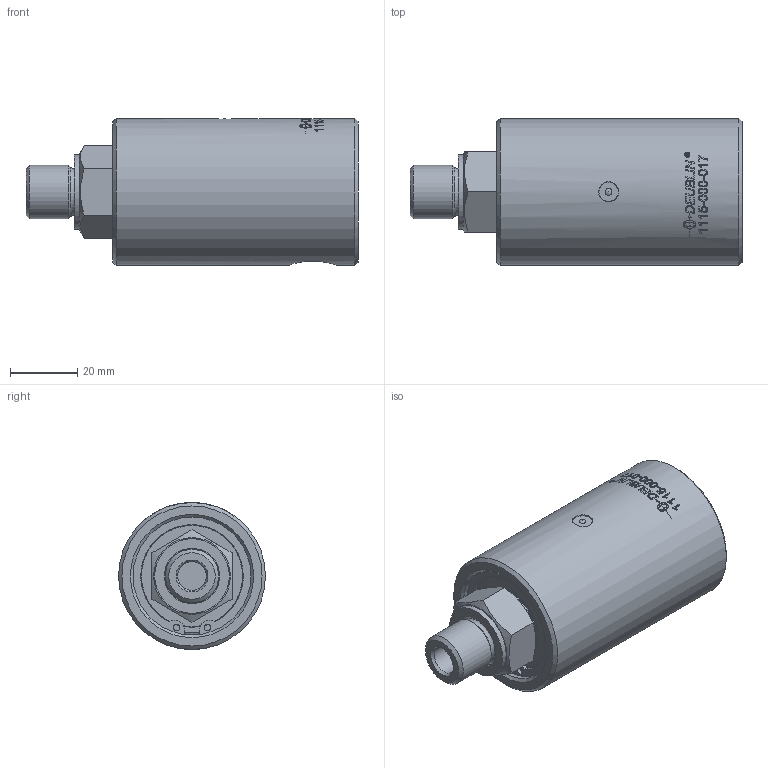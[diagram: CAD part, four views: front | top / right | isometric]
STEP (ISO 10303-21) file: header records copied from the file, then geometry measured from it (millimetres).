
FILE_DESCRIPTION(/* description */ (''),/* implementation_level */ '2;1');
FILE_NAME(/* name */ '1115-000-017-IC.stp',/* time_stamp */ '2020-05-14T09:55:55-05:00',/* author */ ('moorera'),/* organization */ (''),/* preprocessor_version */ 'ST-DEVELOPER v18.1',/* originating_system */ 'Autodesk Inventor 2020',/* authorisation */ '');
FILE_SCHEMA (('AUTOMOTIVE_DESIGN { 1 0 10303 214 3 1 1 }'));
Length unit declared in the file: millimetre
Products named in the file (1): 1115-000-017-IC
Bounding box: 98.79 x 43.7 x 43.7 mm (x, y, z)
Volume: 111420.5 mm3; surface area: 18504.8 mm2
Topology: 1 solids, 3 shells, 418 faces, 1120 edges, 751 vertices
Faces by surface type: plane 224, bspline 107, cylinder 66, cone 12, torus 8, sphere 1
Full cylindrical faces by diameter (mm): 1.981 x2, 4.88 x1, 4.9 x1, 5.75 x1, 6 x1, 8.5 x1, 13.889 x1, 14.48 x1, 14.69 x1, 15.84 x1, 16.5 x1, 19.84 x1, 21.675 x1, 22.2 x1, 30.125 x1, 30.4 x1, 35.08 x2, 37.25 x1, 43.7 x1
Entity records: 16780 total; most frequent: CARTESIAN_POINT 6436, ORIENTED_EDGE 2238, DIRECTION 1980, EDGE_CURVE 1119, AXIS2_PLACEMENT_3D 789, VERTEX_POINT 751, EDGE_LOOP 474, FACE_OUTER_BOUND 418
